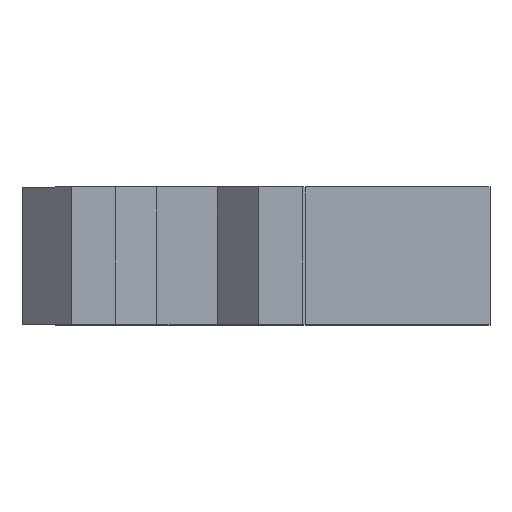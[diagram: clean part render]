
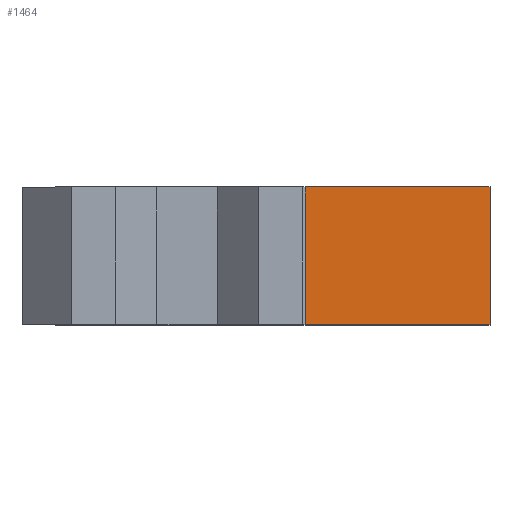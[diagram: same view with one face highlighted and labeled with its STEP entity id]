
A CAD part, top view. The second image highlights one B-rep face of the part: STEP entity #1464.
In plain terms, the highlighted planar face has unit normal (0, 0, 1).
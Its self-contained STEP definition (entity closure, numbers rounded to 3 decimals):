
#48=PLANE('',#1641);
#65=LINE('',#2394,#185);
#167=LINE('',#2621,#287);
#168=LINE('',#2624,#288);
#169=LINE('',#2625,#289);
#185=VECTOR('',#1854,10.);
#287=VECTOR('',#2064,10.);
#288=VECTOR('',#2067,10.);
#289=VECTOR('',#2068,10.);
#394=FACE_OUTER_BOUND('',#477,.T.);
#477=EDGE_LOOP('',(#1297,#1298,#1299,#1300));
#639=VERTEX_POINT('',#2391);
#640=VERTEX_POINT('',#2393);
#711=VERTEX_POINT('',#2619);
#712=VERTEX_POINT('',#2623);
#811=EDGE_CURVE('',#639,#640,#65,.T.);
#925=EDGE_CURVE('',#711,#640,#167,.T.);
#926=EDGE_CURVE('',#712,#711,#168,.T.);
#927=EDGE_CURVE('',#712,#639,#169,.T.);
#1297=ORIENTED_EDGE('',*,*,#926,.T.);
#1298=ORIENTED_EDGE('',*,*,#925,.T.);
#1299=ORIENTED_EDGE('',*,*,#811,.F.);
#1300=ORIENTED_EDGE('',*,*,#927,.F.);
#1464=ADVANCED_FACE('',(#394),#48,.T.);
#1641=AXIS2_PLACEMENT_3D('',#2622,#2065,#2066);
#1854=DIRECTION('',(1.,0.,0.));
#2064=DIRECTION('',(0.,1.,0.));
#2065=DIRECTION('center_axis',(0.,0.,1.));
#2066=DIRECTION('ref_axis',(1.,0.,0.));
#2067=DIRECTION('',(1.,0.,0.));
#2068=DIRECTION('',(0.,1.,0.));
#2391=CARTESIAN_POINT('',(4.285,5.,4.2));
#2393=CARTESIAN_POINT('',(11.,5.,4.2));
#2394=CARTESIAN_POINT('',(4.285,5.,4.2));
#2619=CARTESIAN_POINT('',(11.,0.,4.2));
#2621=CARTESIAN_POINT('',(11.,0.,4.2));
#2622=CARTESIAN_POINT('Origin',(4.285,0.,4.2));
#2623=CARTESIAN_POINT('',(4.285,0.,4.2));
#2624=CARTESIAN_POINT('',(4.285,0.,4.2));
#2625=CARTESIAN_POINT('',(4.285,0.,4.2));
